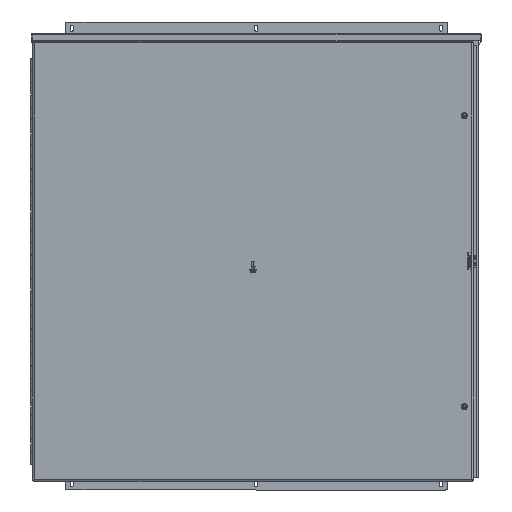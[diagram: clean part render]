
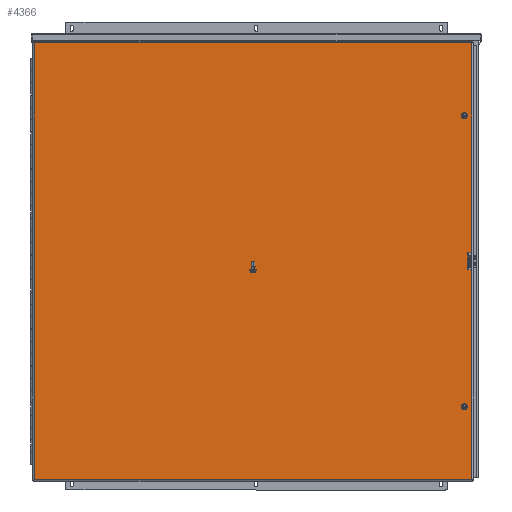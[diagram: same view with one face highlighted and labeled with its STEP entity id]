
A CAD part, front view. The second image highlights one B-rep face of the part: STEP entity #4366.
In plain terms, the highlighted planar face has unit normal (0, -1, 0).
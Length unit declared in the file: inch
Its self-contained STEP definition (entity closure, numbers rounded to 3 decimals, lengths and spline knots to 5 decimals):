
#586 = DIRECTION ( 'NONE',  ( 1., 0., 0. ) ) ;
#600 = EDGE_LOOP ( 'NONE', ( #16941, #26336, #36001, #3370 ) ) ;
#857 = VERTEX_POINT ( 'NONE', #8348 ) ;
#1320 = CARTESIAN_POINT ( 'NONE',  ( 16.884, -10.172, 11.384 ) ) ;
#1966 = VECTOR ( 'NONE', #5777, 39.37008 ) ;
#2398 = EDGE_LOOP ( 'NONE', ( #18999, #25830 ) ) ;
#3135 = CARTESIAN_POINT ( 'NONE',  ( 16.884, -10.172, -12.241 ) ) ;
#3150 = VECTOR ( 'NONE', #23750, 39.37008 ) ;
#3183 = DIRECTION ( 'NONE',  ( -1., 0., 0. ) ) ;
#3370 = ORIENTED_EDGE ( 'NONE', *, *, #21071, .T. ) ;
#4326 = ORIENTED_EDGE ( 'NONE', *, *, #10850, .T. ) ;
#4366 = ADVANCED_FACE ( 'NONE', ( #22057, #5078, #25217, #11043 ), #28196, .T. ) ;
#5078 = FACE_BOUND ( 'NONE', #2398, .T. ) ;
#5194 = ORIENTED_EDGE ( 'NONE', *, *, #28092, .T. ) ;
#5777 = DIRECTION ( 'NONE',  ( 1., 0., 0. ) ) ;
#6127 = VECTOR ( 'NONE', #23607, 39.37008 ) ;
#6626 = ORIENTED_EDGE ( 'NONE', *, *, #16699, .T. ) ;
#6773 = AXIS2_PLACEMENT_3D ( 'NONE', #1320, #29445, #586 ) ;
#6901 = VERTEX_POINT ( 'NONE', #28922 ) ;
#7033 = DIRECTION ( 'NONE',  ( 1., 0., 0. ) ) ;
#7249 = CARTESIAN_POINT ( 'NONE',  ( 16.884, -10.172, -12.241 ) ) ;
#8348 = CARTESIAN_POINT ( 'NONE',  ( 17.45975, -10.172, -1.116 ) ) ;
#8369 = ORIENTED_EDGE ( 'NONE', *, *, #17230, .T. ) ;
#8372 = EDGE_CURVE ( 'NONE', #8654, #9276, #15581, .T. ) ;
#8382 = EDGE_CURVE ( 'NONE', #20184, #857, #24888, .T. ) ;
#8654 = VERTEX_POINT ( 'NONE', #33013 ) ;
#9276 = VERTEX_POINT ( 'NONE', #18979 ) ;
#10439 = CARTESIAN_POINT ( 'NONE',  ( 17.508, -10.172, 17.306 ) ) ;
#10850 = EDGE_CURVE ( 'NONE', #15692, #21280, #33112, .T. ) ;
#11043 = FACE_BOUND ( 'NONE', #21012, .T. ) ;
#11167 = VERTEX_POINT ( 'NONE', #34978 ) ;
#12740 = VECTOR ( 'NONE', #36645, 39.37008 ) ;
#13173 = CARTESIAN_POINT ( 'NONE',  ( 17.14725, -10.172, 0.259 ) ) ;
#13526 = CARTESIAN_POINT ( 'NONE',  ( 17.508, -10.172, -18.163 ) ) ;
#13672 = CIRCLE ( 'NONE', #30320, 0.133 ) ;
#14116 = LINE ( 'NONE', #31247, #23782 ) ;
#14427 = VERTEX_POINT ( 'NONE', #24067 ) ;
#14450 = VECTOR ( 'NONE', #30478, 39.37008 ) ;
#14701 = CARTESIAN_POINT ( 'NONE',  ( 17.508, -10.172, -18.163 ) ) ;
#14992 = LINE ( 'NONE', #26536, #3150 ) ;
#15581 = LINE ( 'NONE', #26403, #6127 ) ;
#15596 = DIRECTION ( 'NONE',  ( 0., 1., 0. ) ) ;
#15692 = VERTEX_POINT ( 'NONE', #17688 ) ;
#16532 = CARTESIAN_POINT ( 'NONE',  ( 17.508, -10.172, -18.163 ) ) ;
#16665 = EDGE_CURVE ( 'NONE', #14427, #6901, #13672, .T. ) ;
#16699 = EDGE_CURVE ( 'NONE', #857, #15692, #28710, .T. ) ;
#16941 = ORIENTED_EDGE ( 'NONE', *, *, #33585, .T. ) ;
#17061 = CIRCLE ( 'NONE', #34331, 0.133 ) ;
#17230 = EDGE_CURVE ( 'NONE', #26750, #11167, #17061, .T. ) ;
#17688 = CARTESIAN_POINT ( 'NONE',  ( 17.14725, -10.172, -1.116 ) ) ;
#18843 = CARTESIAN_POINT ( 'NONE',  ( 17.14725, -10.172, 0.259 ) ) ;
#18979 = CARTESIAN_POINT ( 'NONE',  ( -18.026, -10.172, -18.163 ) ) ;
#18999 = ORIENTED_EDGE ( 'NONE', *, *, #16665, .T. ) ;
#19385 = DIRECTION ( 'NONE',  ( 0., 1., 0. ) ) ;
#20184 = VERTEX_POINT ( 'NONE', #27233 ) ;
#20240 = DIRECTION ( 'NONE',  ( 1., 0., 0. ) ) ;
#20440 = EDGE_CURVE ( 'NONE', #11167, #26750, #33828, .T. ) ;
#20471 = LINE ( 'NONE', #14701, #1966 ) ;
#21012 = EDGE_LOOP ( 'NONE', ( #28373, #8369 ) ) ;
#21071 = EDGE_CURVE ( 'NONE', #35409, #23374, #33857, .T. ) ;
#21280 = VERTEX_POINT ( 'NONE', #18843 ) ;
#21868 = CARTESIAN_POINT ( 'NONE',  ( 17.508, -10.172, -18.163 ) ) ;
#22057 = FACE_OUTER_BOUND ( 'NONE', #600, .T. ) ;
#22409 = DIRECTION ( 'NONE',  ( 0., -1., 0. ) ) ;
#22841 = CIRCLE ( 'NONE', #6773, 0.133 ) ;
#23374 = VERTEX_POINT ( 'NONE', #10439 ) ;
#23607 = DIRECTION ( 'NONE',  ( 0., 0., -1. ) ) ;
#23750 = DIRECTION ( 'NONE',  ( -1., 0., 0. ) ) ;
#23782 = VECTOR ( 'NONE', #20240, 39.37008 ) ;
#23877 = EDGE_LOOP ( 'NONE', ( #24871, #6626, #4326, #5194 ) ) ;
#24067 = CARTESIAN_POINT ( 'NONE',  ( 17.017, -10.172, 11.384 ) ) ;
#24191 = DIRECTION ( 'NONE',  ( 1., 0., 0. ) ) ;
#24374 = VECTOR ( 'NONE', #34769, 39.37008 ) ;
#24871 = ORIENTED_EDGE ( 'NONE', *, *, #8382, .T. ) ;
#24888 = LINE ( 'NONE', #27870, #14450 ) ;
#25217 = FACE_BOUND ( 'NONE', #23877, .T. ) ;
#25568 = VECTOR ( 'NONE', #3183, 39.37008 ) ;
#25830 = ORIENTED_EDGE ( 'NONE', *, *, #34662, .T. ) ;
#26336 = ORIENTED_EDGE ( 'NONE', *, *, #8372, .T. ) ;
#26403 = CARTESIAN_POINT ( 'NONE',  ( -18.026, -10.172, -18.163 ) ) ;
#26536 = CARTESIAN_POINT ( 'NONE',  ( 17.508, -10.172, 17.306 ) ) ;
#26750 = VERTEX_POINT ( 'NONE', #27355 ) ;
#27007 = DIRECTION ( 'NONE',  ( 0., 1., 0. ) ) ;
#27233 = CARTESIAN_POINT ( 'NONE',  ( 17.45975, -10.172, 0.259 ) ) ;
#27355 = CARTESIAN_POINT ( 'NONE',  ( 16.751, -10.172, -12.241 ) ) ;
#27641 = DIRECTION ( 'NONE',  ( 1., 0., 0. ) ) ;
#27870 = CARTESIAN_POINT ( 'NONE',  ( 17.45975, -10.172, -1.116 ) ) ;
#28092 = EDGE_CURVE ( 'NONE', #21280, #20184, #14116, .T. ) ;
#28196 = PLANE ( 'NONE',  #30205 ) ;
#28373 = ORIENTED_EDGE ( 'NONE', *, *, #20440, .T. ) ;
#28538 = DIRECTION ( 'NONE',  ( 1., 0., 0. ) ) ;
#28710 = LINE ( 'NONE', #36373, #25568 ) ;
#28922 = CARTESIAN_POINT ( 'NONE',  ( 16.751, -10.172, 11.384 ) ) ;
#29445 = DIRECTION ( 'NONE',  ( 0., 1., 0. ) ) ;
#30205 = AXIS2_PLACEMENT_3D ( 'NONE', #21868, #22409, #27641 ) ;
#30320 = AXIS2_PLACEMENT_3D ( 'NONE', #33960, #19385, #28538 ) ;
#30478 = DIRECTION ( 'NONE',  ( 0., 0., -1. ) ) ;
#30830 = AXIS2_PLACEMENT_3D ( 'NONE', #7249, #27007, #24191 ) ;
#31247 = CARTESIAN_POINT ( 'NONE',  ( 17.45975, -10.172, 0.259 ) ) ;
#32636 = EDGE_CURVE ( 'NONE', #9276, #35409, #20471, .T. ) ;
#33013 = CARTESIAN_POINT ( 'NONE',  ( -18.026, -10.172, 17.306 ) ) ;
#33112 = LINE ( 'NONE', #13173, #12740 ) ;
#33585 = EDGE_CURVE ( 'NONE', #23374, #8654, #14992, .T. ) ;
#33828 = CIRCLE ( 'NONE', #30830, 0.133 ) ;
#33857 = LINE ( 'NONE', #13526, #24374 ) ;
#33960 = CARTESIAN_POINT ( 'NONE',  ( 16.884, -10.172, 11.384 ) ) ;
#34331 = AXIS2_PLACEMENT_3D ( 'NONE', #3135, #15596, #7033 ) ;
#34662 = EDGE_CURVE ( 'NONE', #6901, #14427, #22841, .T. ) ;
#34769 = DIRECTION ( 'NONE',  ( 0., 0., 1. ) ) ;
#34978 = CARTESIAN_POINT ( 'NONE',  ( 17.017, -10.172, -12.241 ) ) ;
#35409 = VERTEX_POINT ( 'NONE', #16532 ) ;
#36001 = ORIENTED_EDGE ( 'NONE', *, *, #32636, .T. ) ;
#36373 = CARTESIAN_POINT ( 'NONE',  ( 17.14725, -10.172, -1.116 ) ) ;
#36645 = DIRECTION ( 'NONE',  ( 0., 0., 1. ) ) ;
